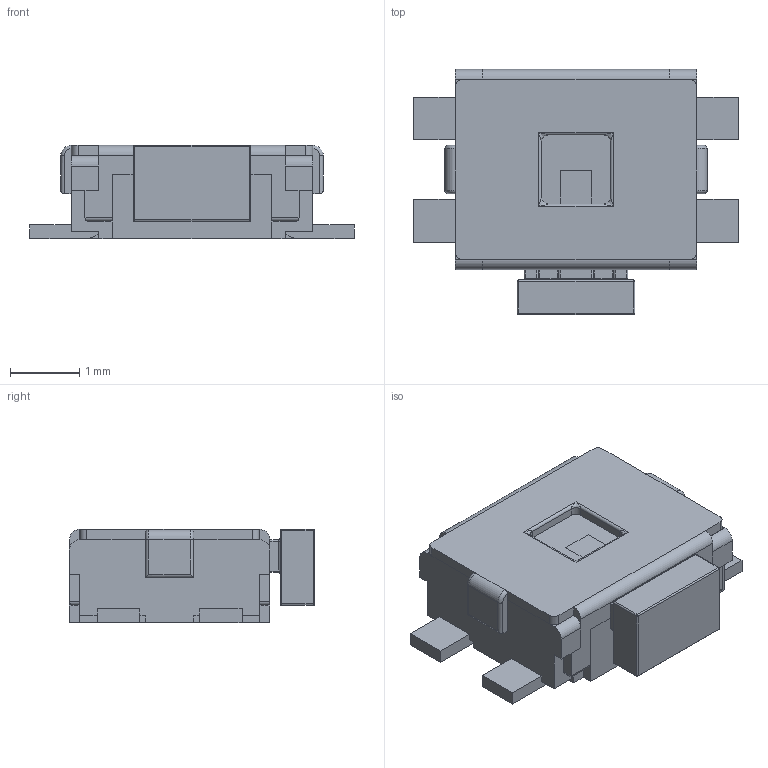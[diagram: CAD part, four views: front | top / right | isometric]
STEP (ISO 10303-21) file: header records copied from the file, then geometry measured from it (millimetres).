
FILE_DESCRIPTION(/* description */ ('model of SW_SPST_EVQP7A'),/* implementation_level */ '2;1');
FILE_NAME(/* name */ 'SW_SPST_EVQP7A.step',/* time_stamp */ '2020-10-30T13:36:51',/* author */ ('kicad StepUp','ksu'),/* organization */ ('FreeCAD'),/* preprocessor_version */ 'OCC',/* originating_system */ 'kicad StepUp',/* authorisation */ '');
FILE_SCHEMA(('AUTOMOTIVE_DESIGN { 1 0 10303 214 1 1 1 1 }'));
Length unit declared in the file: millimetre
Products named in the file (1): SW_SPST_EVQP7A
Bounding box: 4.7 x 3.55 x 1.35 mm (x, y, z)
Volume: 14.7 mm3; surface area: 48.8 mm2
Topology: 1 solids, 1 shells, 230 faces, 596 edges, 354 vertices
Faces by surface type: plane 116, cylinder 86, torus 12, sphere 12, bspline 4
Entity records: 8868 total; most frequent: CARTESIAN_POINT 1673, DIRECTION 1182, ORIENTED_EDGE 1160, EDGE_CURVE 580, LINE 416, VECTOR 416, AXIS2_PLACEMENT_3D 383, VERTEX_POINT 354
